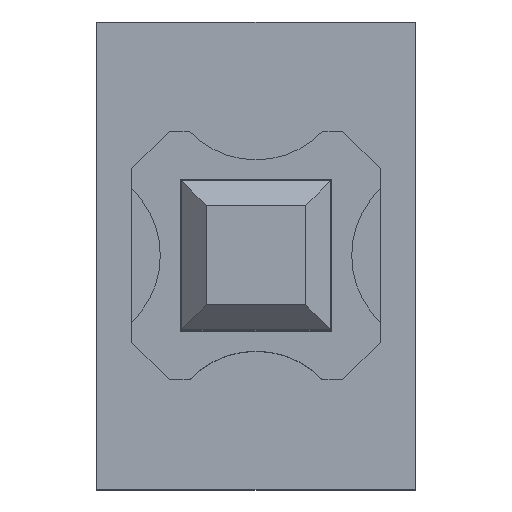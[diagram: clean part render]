
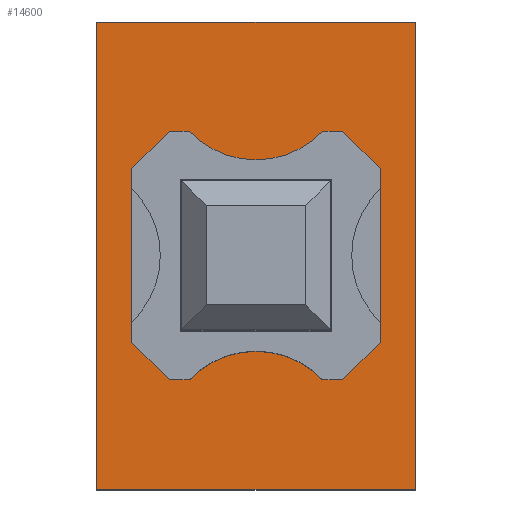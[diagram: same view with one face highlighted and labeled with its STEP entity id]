
A CAD part, top view. The second image highlights one B-rep face of the part: STEP entity #14600.
In plain terms, the highlighted planar face has unit normal (0, 0, 1).
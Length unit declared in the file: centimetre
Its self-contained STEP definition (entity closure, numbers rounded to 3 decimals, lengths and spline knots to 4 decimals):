
#184=FACE_BOUND('',#1898,.T.);
#496=CIRCLE('',#15307,0.371);
#497=CIRCLE('',#15309,0.371);
#1089=FACE_OUTER_BOUND('',#1897,.T.);
#1897=EDGE_LOOP('',(#11663,#11664,#11665,#11666));
#1898=EDGE_LOOP('',(#11667,#11668,#11669,#11670,#11671,#11672,#11673,#11674,
#11675,#11676,#11677,#11678));
#3138=LINE('',#23804,#4891);
#3188=LINE('',#23924,#4941);
#3190=LINE('',#23928,#4943);
#3193=LINE('',#23933,#4946);
#3197=LINE('',#23942,#4950);
#3199=LINE('',#23945,#4952);
#3201=LINE('',#23949,#4954);
#3203=LINE('',#23953,#4956);
#3204=LINE('',#23955,#4957);
#3206=LINE('',#23959,#4959);
#3207=LINE('',#23961,#4960);
#3208=LINE('',#23964,#4961);
#3209=LINE('',#23966,#4962);
#3210=LINE('',#23967,#4963);
#4891=VECTOR('',#17307,1.);
#4941=VECTOR('',#17411,1.);
#4943=VECTOR('',#17415,1.);
#4946=VECTOR('',#17420,1.);
#4950=VECTOR('',#17430,1.);
#4952=VECTOR('',#17434,1.);
#4954=VECTOR('',#17438,1.);
#4956=VECTOR('',#17442,1.);
#4957=VECTOR('',#17445,1.);
#4959=VECTOR('',#17449,1.);
#4960=VECTOR('',#17452,1.);
#4961=VECTOR('',#17455,1.);
#4962=VECTOR('',#17456,1.);
#4963=VECTOR('',#17457,1.);
#6556=VERTEX_POINT('',#23801);
#6557=VERTEX_POINT('',#23803);
#6596=VERTEX_POINT('',#23911);
#6597=VERTEX_POINT('',#23912);
#6598=VERTEX_POINT('',#23917);
#6599=VERTEX_POINT('',#23918);
#6600=VERTEX_POINT('',#23923);
#6601=VERTEX_POINT('',#23927);
#6602=VERTEX_POINT('',#23931);
#6603=VERTEX_POINT('',#23939);
#6604=VERTEX_POINT('',#23941);
#6605=VERTEX_POINT('',#23947);
#6606=VERTEX_POINT('',#23951);
#6607=VERTEX_POINT('',#23957);
#6608=VERTEX_POINT('',#23963);
#6609=VERTEX_POINT('',#23965);
#8321=EDGE_CURVE('',#6556,#6557,#3138,.T.);
#8373=EDGE_CURVE('',#6596,#6597,#496,.T.);
#8376=EDGE_CURVE('',#6598,#6599,#497,.T.);
#8379=EDGE_CURVE('',#6600,#6597,#3188,.T.);
#8381=EDGE_CURVE('',#6601,#6599,#3190,.T.);
#8384=EDGE_CURVE('',#6598,#6602,#3193,.T.);
#8388=EDGE_CURVE('',#6604,#6603,#3197,.T.);
#8390=EDGE_CURVE('',#6603,#6601,#3199,.T.);
#8392=EDGE_CURVE('',#6602,#6605,#3201,.T.);
#8394=EDGE_CURVE('',#6605,#6606,#3203,.T.);
#8395=EDGE_CURVE('',#6606,#6600,#3204,.T.);
#8397=EDGE_CURVE('',#6596,#6607,#3206,.T.);
#8398=EDGE_CURVE('',#6607,#6604,#3207,.T.);
#8399=EDGE_CURVE('',#6557,#6608,#3208,.T.);
#8400=EDGE_CURVE('',#6609,#6556,#3209,.T.);
#8401=EDGE_CURVE('',#6608,#6609,#3210,.T.);
#11663=ORIENTED_EDGE('',*,*,#8399,.F.);
#11664=ORIENTED_EDGE('',*,*,#8321,.F.);
#11665=ORIENTED_EDGE('',*,*,#8400,.F.);
#11666=ORIENTED_EDGE('',*,*,#8401,.F.);
#11667=ORIENTED_EDGE('',*,*,#8388,.T.);
#11668=ORIENTED_EDGE('',*,*,#8390,.T.);
#11669=ORIENTED_EDGE('',*,*,#8381,.T.);
#11670=ORIENTED_EDGE('',*,*,#8376,.F.);
#11671=ORIENTED_EDGE('',*,*,#8384,.T.);
#11672=ORIENTED_EDGE('',*,*,#8392,.T.);
#11673=ORIENTED_EDGE('',*,*,#8394,.T.);
#11674=ORIENTED_EDGE('',*,*,#8395,.T.);
#11675=ORIENTED_EDGE('',*,*,#8379,.T.);
#11676=ORIENTED_EDGE('',*,*,#8373,.F.);
#11677=ORIENTED_EDGE('',*,*,#8397,.T.);
#11678=ORIENTED_EDGE('',*,*,#8398,.T.);
#13887=PLANE('',#15322);
#14600=ADVANCED_FACE('',(#1089,#184),#13887,.T.);
#15307=AXIS2_PLACEMENT_3D('',#23913,#17399,#17400);
#15309=AXIS2_PLACEMENT_3D('',#23919,#17405,#17406);
#15322=AXIS2_PLACEMENT_3D('',#23962,#17453,#17454);
#17307=DIRECTION('',(0.,-1.,0.));
#17399=DIRECTION('center_axis',(0.,0.,-1.));
#17400=DIRECTION('ref_axis',(-0.724,-0.69,0.));
#17405=DIRECTION('center_axis',(0.,0.,-1.));
#17406=DIRECTION('ref_axis',(-0.724,-0.69,0.));
#17411=DIRECTION('',(1.,0.,0.));
#17415=DIRECTION('',(-1.,0.,0.));
#17420=DIRECTION('',(-1.,0.,0.));
#17430=DIRECTION('',(0.,-1.,0.));
#17434=DIRECTION('',(-0.707,-0.707,0.));
#17438=DIRECTION('',(-0.707,0.707,0.));
#17442=DIRECTION('',(0.,1.,0.));
#17445=DIRECTION('',(0.707,0.707,0.));
#17449=DIRECTION('',(1.,0.,0.));
#17452=DIRECTION('',(0.707,-0.707,0.));
#17453=DIRECTION('center_axis',(0.,0.,1.));
#17454=DIRECTION('ref_axis',(0.,-1.,0.));
#17455=DIRECTION('',(-1.,0.,0.));
#17456=DIRECTION('',(1.,0.,0.));
#17457=DIRECTION('',(0.,1.,0.));
#23801=CARTESIAN_POINT('',(0.64,0.94,1.45));
#23803=CARTESIAN_POINT('',(0.64,-0.94,1.45));
#23804=CARTESIAN_POINT('',(0.64,-0.94,1.45));
#23911=CARTESIAN_POINT('',(0.2685,0.5,1.45));
#23912=CARTESIAN_POINT('',(-0.2685,0.5,1.45));
#23913=CARTESIAN_POINT('Origin',(0.,0.756,1.45));
#23917=CARTESIAN_POINT('',(-0.2685,-0.5,1.45));
#23918=CARTESIAN_POINT('',(0.2685,-0.5,1.45));
#23919=CARTESIAN_POINT('Origin',(0.,-0.756,1.45));
#23923=CARTESIAN_POINT('',(-0.3485,0.5,1.45));
#23924=CARTESIAN_POINT('',(-0.1743,0.5,1.45));
#23927=CARTESIAN_POINT('',(0.3485,-0.5,1.45));
#23928=CARTESIAN_POINT('',(0.1743,-0.5,1.45));
#23931=CARTESIAN_POINT('',(-0.3485,-0.5,1.45));
#23933=CARTESIAN_POINT('',(0.1743,-0.5,1.45));
#23939=CARTESIAN_POINT('',(0.5,-0.3485,1.45));
#23941=CARTESIAN_POINT('',(0.5,0.3485,1.45));
#23942=CARTESIAN_POINT('',(0.5,0.1743,1.45));
#23945=CARTESIAN_POINT('',(0.4621,-0.3864,1.45));
#23947=CARTESIAN_POINT('',(-0.5,-0.3485,1.45));
#23949=CARTESIAN_POINT('',(-0.3864,-0.4621,1.45));
#23951=CARTESIAN_POINT('',(-0.5,0.3485,1.45));
#23953=CARTESIAN_POINT('',(-0.5,-0.1743,1.45));
#23955=CARTESIAN_POINT('',(-0.4621,0.3864,1.45));
#23957=CARTESIAN_POINT('',(0.3485,0.5,1.45));
#23959=CARTESIAN_POINT('',(-0.1743,0.5,1.45));
#23961=CARTESIAN_POINT('',(0.3864,0.4621,1.45));
#23962=CARTESIAN_POINT('Origin',(0.,0.,1.45));
#23963=CARTESIAN_POINT('',(-0.64,-0.94,1.45));
#23964=CARTESIAN_POINT('',(-0.64,-0.94,1.45));
#23965=CARTESIAN_POINT('',(-0.64,0.94,1.45));
#23966=CARTESIAN_POINT('',(0.64,0.94,1.45));
#23967=CARTESIAN_POINT('',(-0.64,0.94,1.45));
